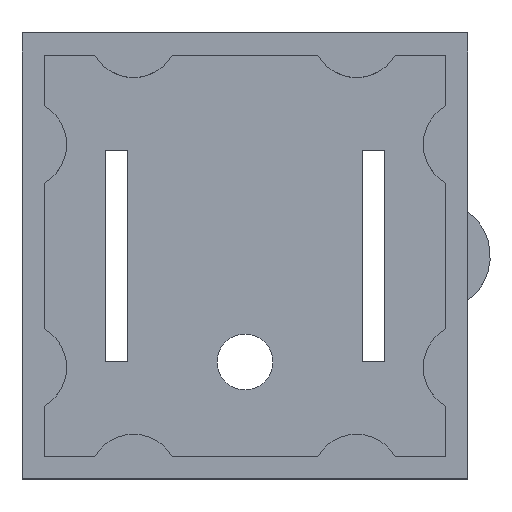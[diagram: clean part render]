
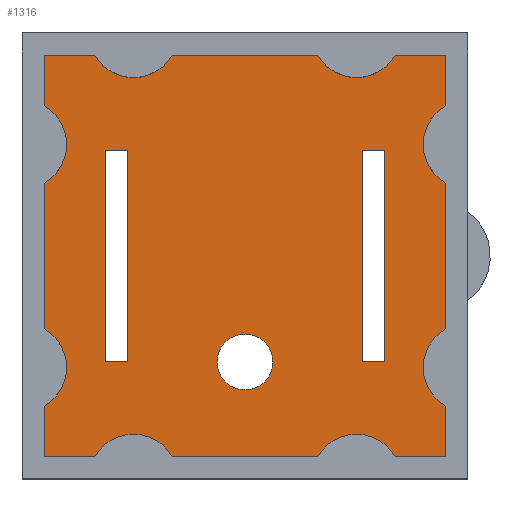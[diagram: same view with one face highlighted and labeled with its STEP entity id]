
A CAD part, top view. The second image highlights one B-rep face of the part: STEP entity #1316.
In plain terms, the highlighted planar face has unit normal (0, 0, 1).
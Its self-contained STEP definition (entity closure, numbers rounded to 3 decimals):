
#592 = VERTEX_POINT('',#593);
#593 = CARTESIAN_POINT('',(-18.,18.,0.));
#601 = VERTEX_POINT('',#602);
#602 = CARTESIAN_POINT('',(-13.464,18.,0.));
#608 = EDGE_CURVE('',#592,#601,#609,.T.);
#609 = LINE('',#610,#611);
#610 = CARTESIAN_POINT('',(-18.,18.,0.));
#611 = VECTOR('',#612,1.);
#612 = DIRECTION('',(1.,0.,0.));
#625 = VERTEX_POINT('',#626);
#626 = CARTESIAN_POINT('',(-6.536,18.,0.));
#632 = EDGE_CURVE('',#601,#625,#633,.T.);
#633 = CIRCLE('',#634,4.);
#634 = AXIS2_PLACEMENT_3D('',#635,#636,#637);
#635 = CARTESIAN_POINT('',(-10.,20.,0.));
#636 = DIRECTION('',(0.,0.,1.));
#637 = DIRECTION('',(1.,0.,0.));
#650 = VERTEX_POINT('',#651);
#651 = CARTESIAN_POINT('',(6.536,18.,0.));
#657 = EDGE_CURVE('',#625,#650,#658,.T.);
#658 = LINE('',#659,#660);
#659 = CARTESIAN_POINT('',(-6.536,18.,0.));
#660 = VECTOR('',#661,1.);
#661 = DIRECTION('',(1.,0.,0.));
#674 = VERTEX_POINT('',#675);
#675 = CARTESIAN_POINT('',(13.464,18.,0.));
#681 = EDGE_CURVE('',#650,#674,#682,.T.);
#682 = CIRCLE('',#683,4.);
#683 = AXIS2_PLACEMENT_3D('',#684,#685,#686);
#684 = CARTESIAN_POINT('',(10.,20.,0.));
#685 = DIRECTION('',(0.,0.,1.));
#686 = DIRECTION('',(1.,0.,0.));
#699 = VERTEX_POINT('',#700);
#700 = CARTESIAN_POINT('',(18.,18.,0.));
#706 = EDGE_CURVE('',#674,#699,#707,.T.);
#707 = LINE('',#708,#709);
#708 = CARTESIAN_POINT('',(13.464,18.,0.));
#709 = VECTOR('',#710,1.);
#710 = DIRECTION('',(1.,0.,0.));
#723 = VERTEX_POINT('',#724);
#724 = CARTESIAN_POINT('',(18.,13.464,0.));
#730 = EDGE_CURVE('',#699,#723,#731,.T.);
#731 = LINE('',#732,#733);
#732 = CARTESIAN_POINT('',(18.,18.,0.));
#733 = VECTOR('',#734,1.);
#734 = DIRECTION('',(0.,-1.,0.));
#747 = VERTEX_POINT('',#748);
#748 = CARTESIAN_POINT('',(18.,6.536,0.));
#754 = EDGE_CURVE('',#723,#747,#755,.T.);
#755 = CIRCLE('',#756,4.);
#756 = AXIS2_PLACEMENT_3D('',#757,#758,#759);
#757 = CARTESIAN_POINT('',(20.,10.,0.));
#758 = DIRECTION('',(0.,0.,1.));
#759 = DIRECTION('',(1.,0.,0.));
#772 = VERTEX_POINT('',#773);
#773 = CARTESIAN_POINT('',(18.,-6.536,0.));
#779 = EDGE_CURVE('',#747,#772,#780,.T.);
#780 = LINE('',#781,#782);
#781 = CARTESIAN_POINT('',(18.,6.536,0.));
#782 = VECTOR('',#783,1.);
#783 = DIRECTION('',(0.,-1.,0.));
#796 = VERTEX_POINT('',#797);
#797 = CARTESIAN_POINT('',(18.,-13.464,0.));
#803 = EDGE_CURVE('',#772,#796,#804,.T.);
#804 = CIRCLE('',#805,4.);
#805 = AXIS2_PLACEMENT_3D('',#806,#807,#808);
#806 = CARTESIAN_POINT('',(20.,-10.,0.));
#807 = DIRECTION('',(0.,0.,1.));
#808 = DIRECTION('',(1.,0.,0.));
#821 = VERTEX_POINT('',#822);
#822 = CARTESIAN_POINT('',(18.,-18.,0.));
#828 = EDGE_CURVE('',#796,#821,#829,.T.);
#829 = LINE('',#830,#831);
#830 = CARTESIAN_POINT('',(18.,-13.464,0.));
#831 = VECTOR('',#832,1.);
#832 = DIRECTION('',(0.,-1.,0.));
#845 = VERTEX_POINT('',#846);
#846 = CARTESIAN_POINT('',(13.464,-18.,0.));
#852 = EDGE_CURVE('',#821,#845,#853,.T.);
#853 = LINE('',#854,#855);
#854 = CARTESIAN_POINT('',(18.,-18.,0.));
#855 = VECTOR('',#856,1.);
#856 = DIRECTION('',(-1.,0.,0.));
#869 = VERTEX_POINT('',#870);
#870 = CARTESIAN_POINT('',(6.536,-18.,0.));
#876 = EDGE_CURVE('',#845,#869,#877,.T.);
#877 = CIRCLE('',#878,4.);
#878 = AXIS2_PLACEMENT_3D('',#879,#880,#881);
#879 = CARTESIAN_POINT('',(10.,-20.,0.));
#880 = DIRECTION('',(0.,0.,1.));
#881 = DIRECTION('',(1.,0.,0.));
#894 = VERTEX_POINT('',#895);
#895 = CARTESIAN_POINT('',(-6.536,-18.,0.));
#901 = EDGE_CURVE('',#869,#894,#902,.T.);
#902 = LINE('',#903,#904);
#903 = CARTESIAN_POINT('',(6.536,-18.,0.));
#904 = VECTOR('',#905,1.);
#905 = DIRECTION('',(-1.,0.,0.));
#918 = VERTEX_POINT('',#919);
#919 = CARTESIAN_POINT('',(-13.464,-18.,0.));
#925 = EDGE_CURVE('',#894,#918,#926,.T.);
#926 = CIRCLE('',#927,4.);
#927 = AXIS2_PLACEMENT_3D('',#928,#929,#930);
#928 = CARTESIAN_POINT('',(-10.,-20.,0.));
#929 = DIRECTION('',(0.,0.,1.));
#930 = DIRECTION('',(1.,0.,0.));
#943 = VERTEX_POINT('',#944);
#944 = CARTESIAN_POINT('',(-18.,-18.,0.));
#950 = EDGE_CURVE('',#918,#943,#951,.T.);
#951 = LINE('',#952,#953);
#952 = CARTESIAN_POINT('',(-13.464,-18.,0.));
#953 = VECTOR('',#954,1.);
#954 = DIRECTION('',(-1.,0.,0.));
#967 = VERTEX_POINT('',#968);
#968 = CARTESIAN_POINT('',(-18.,-13.464,0.));
#974 = EDGE_CURVE('',#943,#967,#975,.T.);
#975 = LINE('',#976,#977);
#976 = CARTESIAN_POINT('',(-18.,-18.,0.));
#977 = VECTOR('',#978,1.);
#978 = DIRECTION('',(0.,1.,0.));
#991 = VERTEX_POINT('',#992);
#992 = CARTESIAN_POINT('',(-18.,-6.536,0.));
#998 = EDGE_CURVE('',#967,#991,#999,.T.);
#999 = CIRCLE('',#1000,4.);
#1000 = AXIS2_PLACEMENT_3D('',#1001,#1002,#1003);
#1001 = CARTESIAN_POINT('',(-20.,-10.,0.));
#1002 = DIRECTION('',(0.,0.,1.));
#1003 = DIRECTION('',(1.,0.,0.));
#1016 = VERTEX_POINT('',#1017);
#1017 = CARTESIAN_POINT('',(-18.,6.536,0.));
#1023 = EDGE_CURVE('',#991,#1016,#1024,.T.);
#1024 = LINE('',#1025,#1026);
#1025 = CARTESIAN_POINT('',(-18.,-6.536,0.));
#1026 = VECTOR('',#1027,1.);
#1027 = DIRECTION('',(0.,1.,0.));
#1040 = VERTEX_POINT('',#1041);
#1041 = CARTESIAN_POINT('',(-18.,13.464,0.));
#1047 = EDGE_CURVE('',#1016,#1040,#1048,.T.);
#1048 = CIRCLE('',#1049,4.);
#1049 = AXIS2_PLACEMENT_3D('',#1050,#1051,#1052);
#1050 = CARTESIAN_POINT('',(-20.,10.,0.));
#1051 = DIRECTION('',(0.,0.,1.));
#1052 = DIRECTION('',(1.,0.,0.));
#1065 = EDGE_CURVE('',#1040,#592,#1066,.T.);
#1066 = LINE('',#1067,#1068);
#1067 = CARTESIAN_POINT('',(-18.,13.464,0.));
#1068 = VECTOR('',#1069,1.);
#1069 = DIRECTION('',(0.,1.,0.));
#1104 = VERTEX_POINT('',#1105);
#1105 = CARTESIAN_POINT('',(-12.5,-9.5,0.));
#1113 = VERTEX_POINT('',#1114);
#1114 = CARTESIAN_POINT('',(-12.5,9.5,0.));
#1120 = EDGE_CURVE('',#1104,#1113,#1121,.T.);
#1121 = LINE('',#1122,#1123);
#1122 = CARTESIAN_POINT('',(-12.5,-9.5,0.));
#1123 = VECTOR('',#1124,1.);
#1124 = DIRECTION('',(0.,1.,0.));
#1137 = VERTEX_POINT('',#1138);
#1138 = CARTESIAN_POINT('',(-10.5,9.5,0.));
#1144 = EDGE_CURVE('',#1113,#1137,#1145,.T.);
#1145 = LINE('',#1146,#1147);
#1146 = CARTESIAN_POINT('',(-12.5,9.5,0.));
#1147 = VECTOR('',#1148,1.);
#1148 = DIRECTION('',(1.,0.,0.));
#1161 = VERTEX_POINT('',#1162);
#1162 = CARTESIAN_POINT('',(-10.5,-9.5,0.));
#1168 = EDGE_CURVE('',#1137,#1161,#1169,.T.);
#1169 = LINE('',#1170,#1171);
#1170 = CARTESIAN_POINT('',(-10.5,9.5,0.));
#1171 = VECTOR('',#1172,1.);
#1172 = DIRECTION('',(0.,-1.,0.));
#1185 = EDGE_CURVE('',#1161,#1104,#1186,.T.);
#1186 = LINE('',#1187,#1188);
#1187 = CARTESIAN_POINT('',(-10.5,-9.5,0.));
#1188 = VECTOR('',#1189,1.);
#1189 = DIRECTION('',(-1.,0.,0.));
#1200 = VERTEX_POINT('',#1201);
#1201 = CARTESIAN_POINT('',(12.5,9.5,0.));
#1209 = VERTEX_POINT('',#1210);
#1210 = CARTESIAN_POINT('',(12.5,-9.5,0.));
#1216 = EDGE_CURVE('',#1200,#1209,#1217,.T.);
#1217 = LINE('',#1218,#1219);
#1218 = CARTESIAN_POINT('',(12.5,9.5,0.));
#1219 = VECTOR('',#1220,1.);
#1220 = DIRECTION('',(0.,-1.,0.));
#1233 = VERTEX_POINT('',#1234);
#1234 = CARTESIAN_POINT('',(10.5,-9.5,0.));
#1240 = EDGE_CURVE('',#1209,#1233,#1241,.T.);
#1241 = LINE('',#1242,#1243);
#1242 = CARTESIAN_POINT('',(12.5,-9.5,0.));
#1243 = VECTOR('',#1244,1.);
#1244 = DIRECTION('',(-1.,0.,0.));
#1257 = VERTEX_POINT('',#1258);
#1258 = CARTESIAN_POINT('',(10.5,9.5,0.));
#1264 = EDGE_CURVE('',#1233,#1257,#1265,.T.);
#1265 = LINE('',#1266,#1267);
#1266 = CARTESIAN_POINT('',(10.5,-9.5,0.));
#1267 = VECTOR('',#1268,1.);
#1268 = DIRECTION('',(0.,1.,0.));
#1281 = EDGE_CURVE('',#1257,#1200,#1282,.T.);
#1282 = LINE('',#1283,#1284);
#1283 = CARTESIAN_POINT('',(10.5,9.5,0.));
#1284 = VECTOR('',#1285,1.);
#1285 = DIRECTION('',(1.,0.,0.));
#1296 = VERTEX_POINT('',#1297);
#1297 = CARTESIAN_POINT('',(2.5,-9.5,0.));
#1305 = EDGE_CURVE('',#1296,#1296,#1306,.T.);
#1306 = CIRCLE('',#1307,2.5);
#1307 = AXIS2_PLACEMENT_3D('',#1308,#1309,#1310);
#1308 = CARTESIAN_POINT('',(0.,-9.5,0.));
#1309 = DIRECTION('',(0.,0.,1.));
#1310 = DIRECTION('',(1.,0.,0.));
#1316 = ADVANCED_FACE('',(#1317,#1339,#1342,#1348),#1354,.T.);
#1317 = FACE_BOUND('',#1318,.T.);
#1318 = EDGE_LOOP('',(#1319,#1320,#1321,#1322,#1323,#1324,#1325,#1326,
    #1327,#1328,#1329,#1330,#1331,#1332,#1333,#1334,#1335,#1336,#1337,
    #1338));
#1319 = ORIENTED_EDGE('',*,*,#608,.F.);
#1320 = ORIENTED_EDGE('',*,*,#1065,.F.);
#1321 = ORIENTED_EDGE('',*,*,#1047,.F.);
#1322 = ORIENTED_EDGE('',*,*,#1023,.F.);
#1323 = ORIENTED_EDGE('',*,*,#998,.F.);
#1324 = ORIENTED_EDGE('',*,*,#974,.F.);
#1325 = ORIENTED_EDGE('',*,*,#950,.F.);
#1326 = ORIENTED_EDGE('',*,*,#925,.F.);
#1327 = ORIENTED_EDGE('',*,*,#901,.F.);
#1328 = ORIENTED_EDGE('',*,*,#876,.F.);
#1329 = ORIENTED_EDGE('',*,*,#852,.F.);
#1330 = ORIENTED_EDGE('',*,*,#828,.F.);
#1331 = ORIENTED_EDGE('',*,*,#803,.F.);
#1332 = ORIENTED_EDGE('',*,*,#779,.F.);
#1333 = ORIENTED_EDGE('',*,*,#754,.F.);
#1334 = ORIENTED_EDGE('',*,*,#730,.F.);
#1335 = ORIENTED_EDGE('',*,*,#706,.F.);
#1336 = ORIENTED_EDGE('',*,*,#681,.F.);
#1337 = ORIENTED_EDGE('',*,*,#657,.F.);
#1338 = ORIENTED_EDGE('',*,*,#632,.F.);
#1339 = FACE_BOUND('',#1340,.T.);
#1340 = EDGE_LOOP('',(#1341));
#1341 = ORIENTED_EDGE('',*,*,#1305,.F.);
#1342 = FACE_BOUND('',#1343,.T.);
#1343 = EDGE_LOOP('',(#1344,#1345,#1346,#1347));
#1344 = ORIENTED_EDGE('',*,*,#1120,.T.);
#1345 = ORIENTED_EDGE('',*,*,#1144,.T.);
#1346 = ORIENTED_EDGE('',*,*,#1168,.T.);
#1347 = ORIENTED_EDGE('',*,*,#1185,.T.);
#1348 = FACE_BOUND('',#1349,.T.);
#1349 = EDGE_LOOP('',(#1350,#1351,#1352,#1353));
#1350 = ORIENTED_EDGE('',*,*,#1216,.T.);
#1351 = ORIENTED_EDGE('',*,*,#1240,.T.);
#1352 = ORIENTED_EDGE('',*,*,#1264,.T.);
#1353 = ORIENTED_EDGE('',*,*,#1281,.T.);
#1354 = PLANE('',#1355);
#1355 = AXIS2_PLACEMENT_3D('',#1356,#1357,#1358);
#1356 = CARTESIAN_POINT('',(0.129,-0.478,0.));
#1357 = DIRECTION('',(0.,0.,1.));
#1358 = DIRECTION('',(1.,0.,0.));
